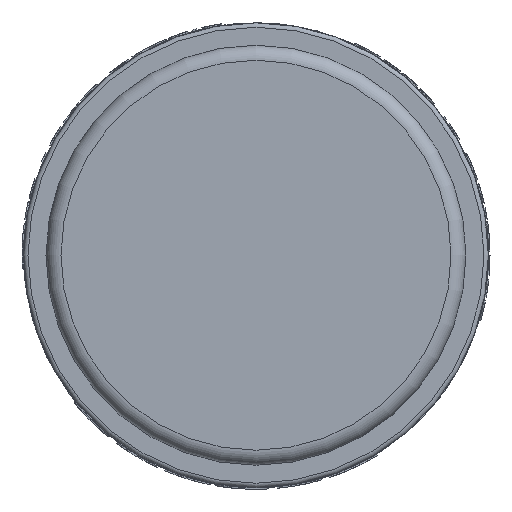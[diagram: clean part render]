
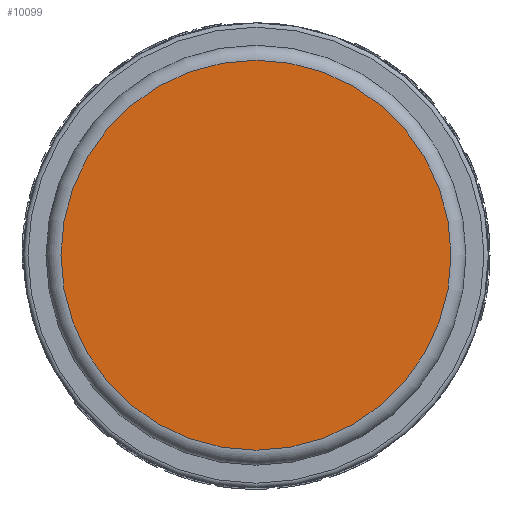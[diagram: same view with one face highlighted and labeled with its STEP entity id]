
A CAD part, left-side view. The second image highlights one B-rep face of the part: STEP entity #10099.
In plain terms, the highlighted planar face has unit normal (-1, 0, 0).
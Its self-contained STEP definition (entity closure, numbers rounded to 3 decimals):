
#3210=FACE_OUTER_BOUND('',#3816,.T.);
#3816=EDGE_LOOP('',(#9262));
#4159=CIRCLE('',#10727,13.);
#5093=VERTEX_POINT('',#67362);
#6491=EDGE_CURVE('',#5093,#5093,#4159,.T.);
#9262=ORIENTED_EDGE('',*,*,#6491,.F.);
#9570=PLANE('',#10731);
#10099=ADVANCED_FACE('',(#3210),#9570,.T.);
#10727=AXIS2_PLACEMENT_3D('',#67363,#12573,#12574);
#10731=AXIS2_PLACEMENT_3D('',#67369,#12581,#12582);
#12573=DIRECTION('center_axis',(1.,0.,0.));
#12574=DIRECTION('ref_axis',(0.,1.,0.));
#12581=DIRECTION('center_axis',(-1.,0.,0.));
#12582=DIRECTION('ref_axis',(0.,0.,-1.));
#67362=CARTESIAN_POINT('',(-0.23,-13.,0.));
#67363=CARTESIAN_POINT('Origin',(-0.23,0.,
0.));
#67369=CARTESIAN_POINT('Origin',(-0.23,-12.75,0.));
